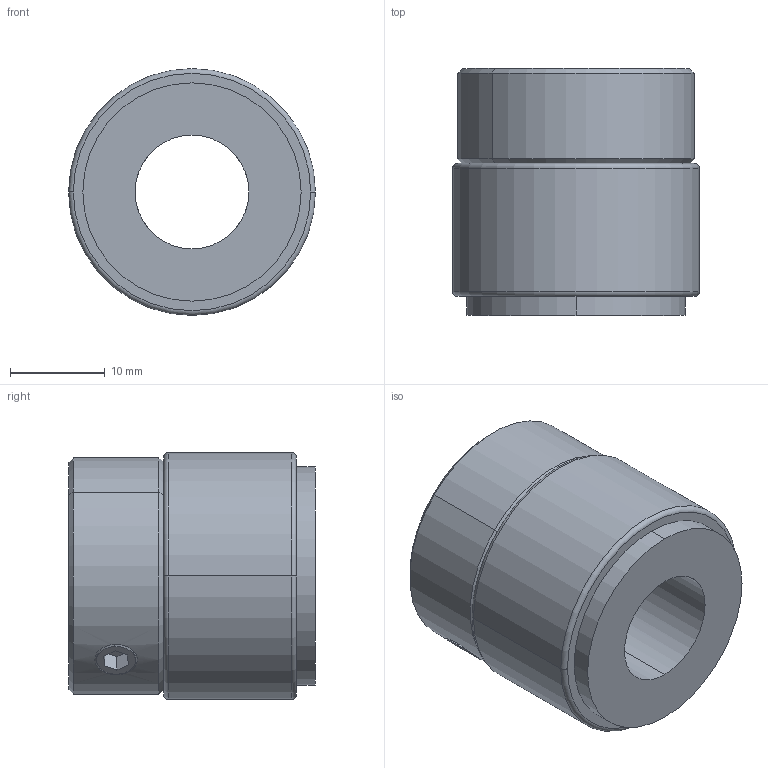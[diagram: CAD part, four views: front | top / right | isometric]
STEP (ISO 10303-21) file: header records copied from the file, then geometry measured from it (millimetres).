
FILE_DESCRIPTION (( 'STEP AP203' ), '1' );
FILE_NAME ('MAG-AM2614C-12U.STEP', '2020-05-13T07:37:17', ( '' ), ( '' ), 'SwSTEP 2.0', 'SolidWorks 2019', '' );
FILE_SCHEMA (( 'CONFIG_CONTROL_DESIGN' ));
Length unit declared in the file: millimetre
Products named in the file (5): MAG-BSC-OD23-ID12-L26 磁性環襯套; MAG-2614-磁圈; hexagon socket set screw flat point_jis_JIS B 1177 Flat point M5 x 5 --S; MAG-AM2614C-12U; MAG-RAL-OD25-ID15-L10-M5 鋁束環
Assembly tree (5 placements, depth 2):
  MAG-AM2614C-12U
    MAG-BSC-OD23-ID12-L26 磁性環襯套
    MAG-2614-磁圈
    MAG-RAL-OD25-ID15-L10-M5 鋁束環
    hexagon socket set screw flat point_jis_JIS B 1177 Flat point M5 x 5 --S  x2
Bounding box: 26 x 26 x 26 mm (x, y, z)
Volume: 10115.6 mm3; surface area: 8034.3 mm2
Topology: 7 solids, 7 shells, 158 faces, 390 edges, 248 vertices
Faces by surface type: cone 64, cylinder 48, plane 42, torus 4
Entity records: 4067 total; most frequent: CARTESIAN_POINT 797, DIRECTION 628, ORIENTED_EDGE 540, EDGE_CURVE 270, AXIS2_PLACEMENT_3D 251, VERTEX_POINT 172, CIRCLE 132, VECTOR 126
